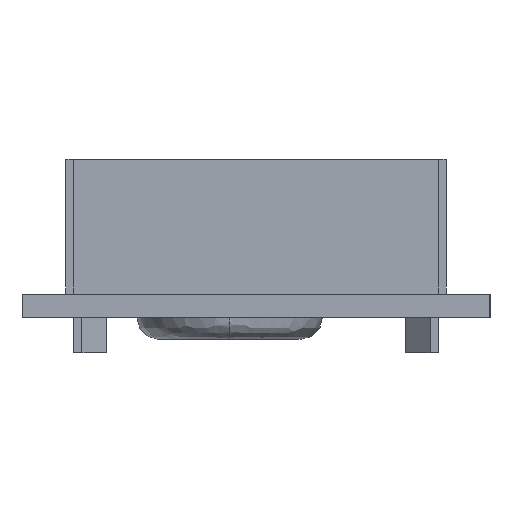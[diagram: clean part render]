
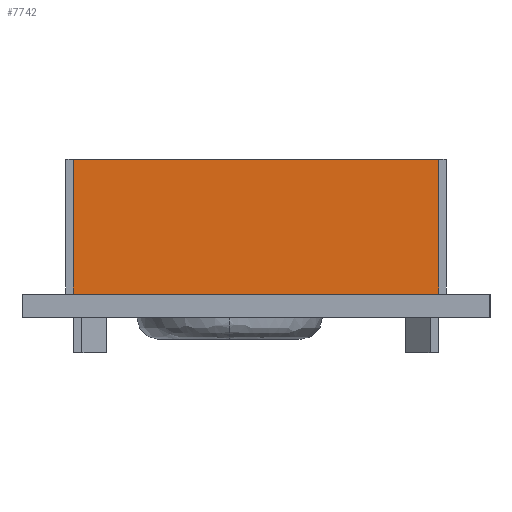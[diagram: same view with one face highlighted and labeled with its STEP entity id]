
A CAD part, left-side view. The second image highlights one B-rep face of the part: STEP entity #7742.
In plain terms, the highlighted planar face has unit normal (-1, 0, 0).
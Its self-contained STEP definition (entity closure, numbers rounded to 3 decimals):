
#225 = CARTESIAN_POINT ( 'NONE',  ( -22.1, -12.5, 10. ) ) ;
#1282 = ORIENTED_EDGE ( 'NONE', *, *, #9075, .F. ) ;
#1737 = LINE ( 'NONE', #12850, #4642 ) ;
#2162 = DIRECTION ( 'NONE',  ( 0., 0., -1. ) ) ;
#2381 = VECTOR ( 'NONE', #3328, 1000. ) ;
#2419 = CARTESIAN_POINT ( 'NONE',  ( -22.1, 12.5, 0.8 ) ) ;
#2516 = EDGE_CURVE ( 'NONE', #3581, #12683, #8473, .T. ) ;
#2799 = ORIENTED_EDGE ( 'NONE', *, *, #4464, .F. ) ;
#3094 = EDGE_CURVE ( 'NONE', #12683, #3149, #1737, .T. ) ;
#3149 = VERTEX_POINT ( 'NONE', #2419 ) ;
#3328 = DIRECTION ( 'NONE',  ( 0., -1., 0. ) ) ;
#3581 = VERTEX_POINT ( 'NONE', #225 ) ;
#4464 = EDGE_CURVE ( 'NONE', #6628, #3581, #11207, .T. ) ;
#4642 = VECTOR ( 'NONE', #5501, 1000. ) ;
#4698 = CARTESIAN_POINT ( 'NONE',  ( -22.1, 12.5, 10. ) ) ;
#4762 = CARTESIAN_POINT ( 'NONE',  ( -22.1, 12.5, 10. ) ) ;
#4867 = LINE ( 'NONE', #4762, #10455 ) ;
#5501 = DIRECTION ( 'NONE',  ( 0., 1., 0. ) ) ;
#5908 = DIRECTION ( 'NONE',  ( 1., 0., 0. ) ) ;
#5923 = EDGE_LOOP ( 'NONE', ( #5950, #2799, #1282, #9244 ) ) ;
#5950 = ORIENTED_EDGE ( 'NONE', *, *, #2516, .F. ) ;
#6628 = VERTEX_POINT ( 'NONE', #4698 ) ;
#7742 = ADVANCED_FACE ( 'NONE', ( #12790 ), #7952, .F. ) ;
#7952 = PLANE ( 'NONE',  #9299 ) ;
#8473 = LINE ( 'NONE', #13791, #10932 ) ;
#8627 = CARTESIAN_POINT ( 'NONE',  ( -22.1, -12.5, 10. ) ) ;
#9075 = EDGE_CURVE ( 'NONE', #3149, #6628, #4867, .T. ) ;
#9244 = ORIENTED_EDGE ( 'NONE', *, *, #3094, .F. ) ;
#9299 = AXIS2_PLACEMENT_3D ( 'NONE', #12195, #5908, #13238 ) ;
#10455 = VECTOR ( 'NONE', #11021, 1000. ) ;
#10932 = VECTOR ( 'NONE', #2162, 1000. ) ;
#11021 = DIRECTION ( 'NONE',  ( 0., 0., 1. ) ) ;
#11207 = LINE ( 'NONE', #8627, #2381 ) ;
#11459 = CARTESIAN_POINT ( 'NONE',  ( -22.1, -12.5, 0.8 ) ) ;
#12195 = CARTESIAN_POINT ( 'NONE',  ( -22.1, -12.5, 10. ) ) ;
#12683 = VERTEX_POINT ( 'NONE', #11459 ) ;
#12790 = FACE_OUTER_BOUND ( 'NONE', #5923, .T. ) ;
#12850 = CARTESIAN_POINT ( 'NONE',  ( -22.1, 0., 0.8 ) ) ;
#13238 = DIRECTION ( 'NONE',  ( 0., 0., -1. ) ) ;
#13791 = CARTESIAN_POINT ( 'NONE',  ( -22.1, -12.5, 10. ) ) ;
